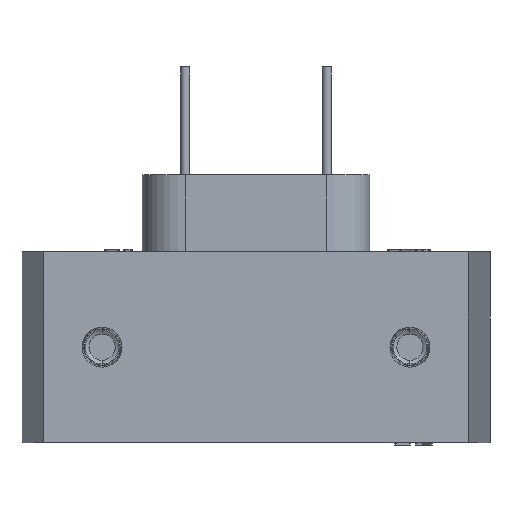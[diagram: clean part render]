
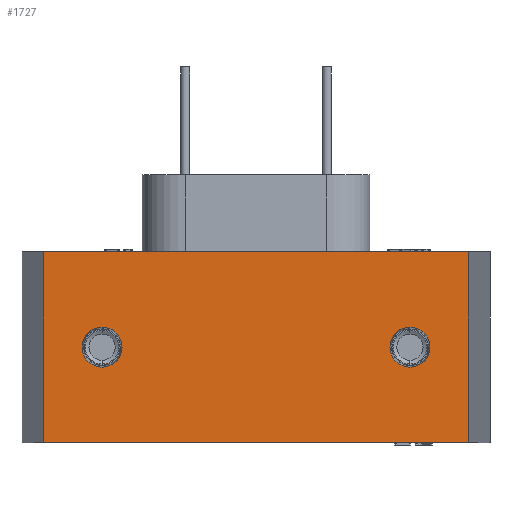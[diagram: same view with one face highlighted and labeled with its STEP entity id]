
A CAD part, front view. The second image highlights one B-rep face of the part: STEP entity #1727.
In plain terms, the highlighted planar face has unit normal (0, -1, 0).
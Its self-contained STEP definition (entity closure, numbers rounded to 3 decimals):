
#573 = DIRECTION ( 'NONE',  ( 0., 0., -1. ) ) ;
#658 = LINE ( 'NONE', #22859, #38171 ) ;
#1727 = ADVANCED_FACE ( 'NONE', ( #3338, #76238, #57440 ), #56589, .F. ) ;
#1980 = CARTESIAN_POINT ( 'NONE',  ( 50., -77., 6.5 ) ) ;
#3121 = DIRECTION ( 'NONE',  ( 0., -1., 0. ) ) ;
#3338 = FACE_BOUND ( 'NONE', #42742, .T. ) ;
#3543 = ORIENTED_EDGE ( 'NONE', *, *, #9365, .F. ) ;
#4384 = EDGE_CURVE ( 'NONE', #78176, #31336, #39093, .T. ) ;
#6129 = EDGE_LOOP ( 'NONE', ( #45609, #57353 ) ) ;
#6154 = CIRCLE ( 'NONE', #67708, 6.5 ) ;
#8156 = ORIENTED_EDGE ( 'NONE', *, *, #37457, .T. ) ;
#8667 = VERTEX_POINT ( 'NONE', #22288 ) ;
#9365 = EDGE_CURVE ( 'NONE', #26157, #8667, #59333, .T. ) ;
#9977 = AXIS2_PLACEMENT_3D ( 'NONE', #85204, #42835, #573 ) ;
#10065 = VERTEX_POINT ( 'NONE', #16763 ) ;
#10531 = ORIENTED_EDGE ( 'NONE', *, *, #12564, .F. ) ;
#12564 = EDGE_CURVE ( 'NONE', #8667, #38742, #36572, .T. ) ;
#13347 = CARTESIAN_POINT ( 'NONE',  ( -69., -77., 31. ) ) ;
#14274 = DIRECTION ( 'NONE',  ( 0., 0., 1. ) ) ;
#14749 = CARTESIAN_POINT ( 'NONE',  ( -69., -77., -31. ) ) ;
#16763 = CARTESIAN_POINT ( 'NONE',  ( -50., -77., 6.5 ) ) ;
#17091 = CARTESIAN_POINT ( 'NONE',  ( -69., -77., 31. ) ) ;
#21327 = CARTESIAN_POINT ( 'NONE',  ( -50., -77., -6.5 ) ) ;
#21691 = VECTOR ( 'NONE', #90753, 1000. ) ;
#21917 = CARTESIAN_POINT ( 'NONE',  ( 50., -77., -6.5 ) ) ;
#22258 = DIRECTION ( 'NONE',  ( 0., 0., -1. ) ) ;
#22288 = CARTESIAN_POINT ( 'NONE',  ( 69., -77., 31. ) ) ;
#22859 = CARTESIAN_POINT ( 'NONE',  ( -69., -77., 31. ) ) ;
#26157 = VERTEX_POINT ( 'NONE', #17091 ) ;
#27288 = CARTESIAN_POINT ( 'NONE',  ( -50., -77., 0. ) ) ;
#28282 = CARTESIAN_POINT ( 'NONE',  ( 69., -77., -31. ) ) ;
#29988 = VECTOR ( 'NONE', #33366, 1000. ) ;
#31285 = CIRCLE ( 'NONE', #9977, 6.5 ) ;
#31336 = VERTEX_POINT ( 'NONE', #21917 ) ;
#31728 = ORIENTED_EDGE ( 'NONE', *, *, #38805, .F. ) ;
#33347 = AXIS2_PLACEMENT_3D ( 'NONE', #27288, #76784, #34417 ) ;
#33366 = DIRECTION ( 'NONE',  ( 1., 0., 0. ) ) ;
#34417 = DIRECTION ( 'NONE',  ( 0., 0., -1. ) ) ;
#34526 = VERTEX_POINT ( 'NONE', #14749 ) ;
#36572 = LINE ( 'NONE', #64576, #76385 ) ;
#36641 = DIRECTION ( 'NONE',  ( 0., -1., 0. ) ) ;
#37457 = EDGE_CURVE ( 'NONE', #26157, #34526, #658, .T. ) ;
#38171 = VECTOR ( 'NONE', #22258, 1000. ) ;
#38742 = VERTEX_POINT ( 'NONE', #28282 ) ;
#38805 = EDGE_CURVE ( 'NONE', #31336, #78176, #31285, .T. ) ;
#39093 = CIRCLE ( 'NONE', #56571, 6.5 ) ;
#40456 = CARTESIAN_POINT ( 'NONE',  ( -69., -77., -31. ) ) ;
#42742 = EDGE_LOOP ( 'NONE', ( #31728, #60237 ) ) ;
#42835 = DIRECTION ( 'NONE',  ( 0., -1., 0. ) ) ;
#45424 = CARTESIAN_POINT ( 'NONE',  ( -50., -77., 0. ) ) ;
#45609 = ORIENTED_EDGE ( 'NONE', *, *, #88828, .F. ) ;
#46207 = ORIENTED_EDGE ( 'NONE', *, *, #81353, .T. ) ;
#52538 = DIRECTION ( 'NONE',  ( 0., 0., -1. ) ) ;
#56571 = AXIS2_PLACEMENT_3D ( 'NONE', #79036, #36641, #86125 ) ;
#56589 = PLANE ( 'NONE',  #83685 ) ;
#57183 = VERTEX_POINT ( 'NONE', #21327 ) ;
#57353 = ORIENTED_EDGE ( 'NONE', *, *, #88316, .F. ) ;
#57440 = FACE_OUTER_BOUND ( 'NONE', #59678, .T. ) ;
#59333 = LINE ( 'NONE', #75310, #21691 ) ;
#59678 = EDGE_LOOP ( 'NONE', ( #46207, #10531, #3543, #8156 ) ) ;
#60237 = ORIENTED_EDGE ( 'NONE', *, *, #4384, .F. ) ;
#64576 = CARTESIAN_POINT ( 'NONE',  ( 69., -77., 31. ) ) ;
#67708 = AXIS2_PLACEMENT_3D ( 'NONE', #45424, #3121, #52538 ) ;
#69777 = LINE ( 'NONE', #40456, #29988 ) ;
#75310 = CARTESIAN_POINT ( 'NONE',  ( -69., -77., 31. ) ) ;
#76238 = FACE_BOUND ( 'NONE', #6129, .T. ) ;
#76385 = VECTOR ( 'NONE', #79183, 1000. ) ;
#76784 = DIRECTION ( 'NONE',  ( 0., -1., 0. ) ) ;
#77042 = DIRECTION ( 'NONE',  ( 0., 1., 0. ) ) ;
#78176 = VERTEX_POINT ( 'NONE', #1980 ) ;
#79036 = CARTESIAN_POINT ( 'NONE',  ( 50., -77., 0. ) ) ;
#79183 = DIRECTION ( 'NONE',  ( 0., 0., -1. ) ) ;
#81353 = EDGE_CURVE ( 'NONE', #34526, #38742, #69777, .T. ) ;
#83496 = CIRCLE ( 'NONE', #33347, 6.5 ) ;
#83685 = AXIS2_PLACEMENT_3D ( 'NONE', #13347, #77042, #14274 ) ;
#85204 = CARTESIAN_POINT ( 'NONE',  ( 50., -77., 0. ) ) ;
#86125 = DIRECTION ( 'NONE',  ( 0., 0., -1. ) ) ;
#88316 = EDGE_CURVE ( 'NONE', #10065, #57183, #83496, .T. ) ;
#88828 = EDGE_CURVE ( 'NONE', #57183, #10065, #6154, .T. ) ;
#90753 = DIRECTION ( 'NONE',  ( 1., 0., 0. ) ) ;
